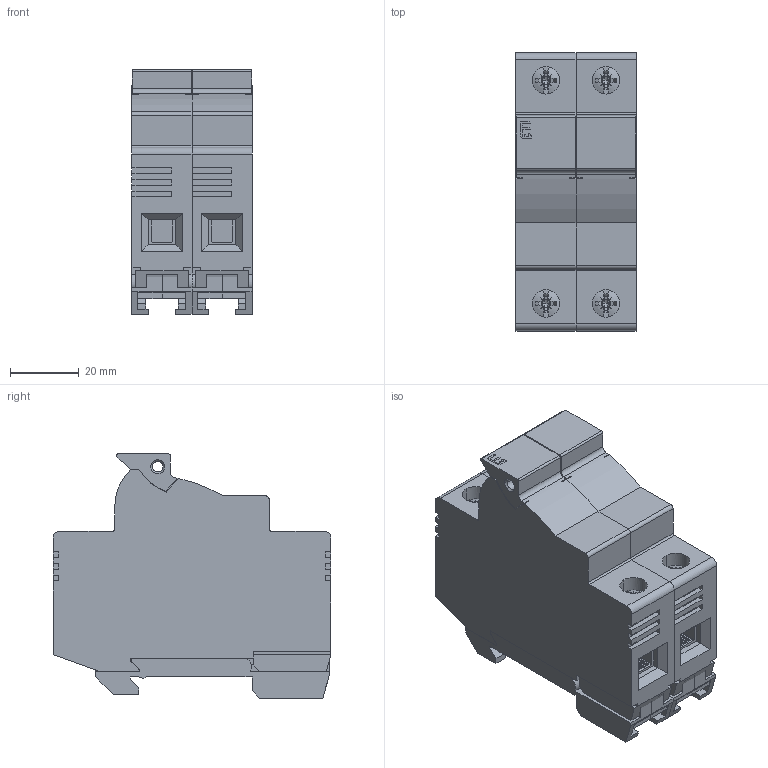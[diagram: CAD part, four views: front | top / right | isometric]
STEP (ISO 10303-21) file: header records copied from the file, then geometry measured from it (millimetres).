
FILE_DESCRIPTION((''),'2;1');
FILE_NAME('EFD_8_2P_AD_ASM','2021-01-18T',('marketing.praksa'),('Audax d.o.o.'),'CREO PARAMETRIC BY PTC INC, 2017480','CREO PARAMETRIC BY PTC INC, 2017480','');
FILE_SCHEMA(('AUTOMOTIVE_DESIGN { 1 0 10303 214 1 1 1 1 }'));
Length unit declared in the file: millimetre
Products named in the file (29): EFD10_1P_2_1_1_2; SCREW_1_1; PRT0006_1_1; CONTACT_1_1; CONTACT2_1_1; LOGO_1_1_2_1; LOGO_1_1_2_2; LOGO_1_1_2_3; LOGO_1_1_2_ASM; 0000039652_1_1_1_1_1; 0000039655_1_1_1_1_1; 0000068094_ASM_1_ASM_1_1_ASM__1_ASM; ADAPTER_ASM_1_1_ASM_1_1_ASM; ASM0007_ASM_1_1_ASM; EFD10_1P_2_1_1_1; SCREW_1_1_1; PRT0006_1_1_1; CONTACT_1_1_1; CONTACT2_1_1_1; LOGO_1_ASM_1; 0000039652_1_1_1_1_1_1; 0000039655_1_1_1_1_1_1; 0000068094_ASM_1_ASM_1_1_ASM_1__ASM; ADAPTER_ASM_1_1_ASM_1_ASM_1_ASM; ASM0007_ASM_1_ASM_1_ASM; EFD_8_1P_ASM_1_ASM_1_ASM; ASM0008_ASM_1_ASM; EFD_8_1P_ASM_1_1_ASM; EFD_8_2P_AD_ASM
Assembly tree (28 placements, depth 8):
  EFD_8_2P_AD_ASM
    EFD_8_1P_ASM_1_1_ASM
      EFD10_1P_2_1_1_2
      SCREW_1_1
      PRT0006_1_1
      CONTACT_1_1
      CONTACT2_1_1
      LOGO_1_1_2_ASM
        LOGO_1_1_2_1
        LOGO_1_1_2_2
        LOGO_1_1_2_3
      ASM0007_ASM_1_1_ASM
        ADAPTER_ASM_1_1_ASM_1_1_ASM
          0000068094_ASM_1_ASM_1_1_ASM__1_ASM
            0000039652_1_1_1_1_1
            0000039655_1_1_1_1_1
      ASM0008_ASM_1_ASM
        EFD_8_1P_ASM_1_ASM_1_ASM
          EFD10_1P_2_1_1_1
          SCREW_1_1_1
          PRT0006_1_1_1
          CONTACT_1_1_1
          CONTACT2_1_1_1
          LOGO_1_ASM_1
          ASM0007_ASM_1_ASM_1_ASM
            ADAPTER_ASM_1_1_ASM_1_ASM_1_ASM
              0000068094_ASM_1_ASM_1_1_ASM_1__ASM
                0000039652_1_1_1_1_1_1
                0000039655_1_1_1_1_1_1
Bounding box: 35 x 81 x 71.25 mm (x, y, z)
Volume: 136936 mm3; surface area: 44011.5 mm2
Topology: 17 solids, 17 shells, 1116 faces, 3124 edges, 2098 vertices
Faces by surface type: plane 912, cylinder 148, cone 40, sphere 8, torus 4, bspline 4
Entity records: 48267 total; most frequent: CARTESIAN_POINT 7600, ORIENTED_EDGE 6232, DIRECTION 5846, PRESENTATION_STYLE_ASSIGNMENT 3187, STYLED_ITEM 3187, CURVE_STYLE 3116, EDGE_CURVE 3116, VECTOR 2406
